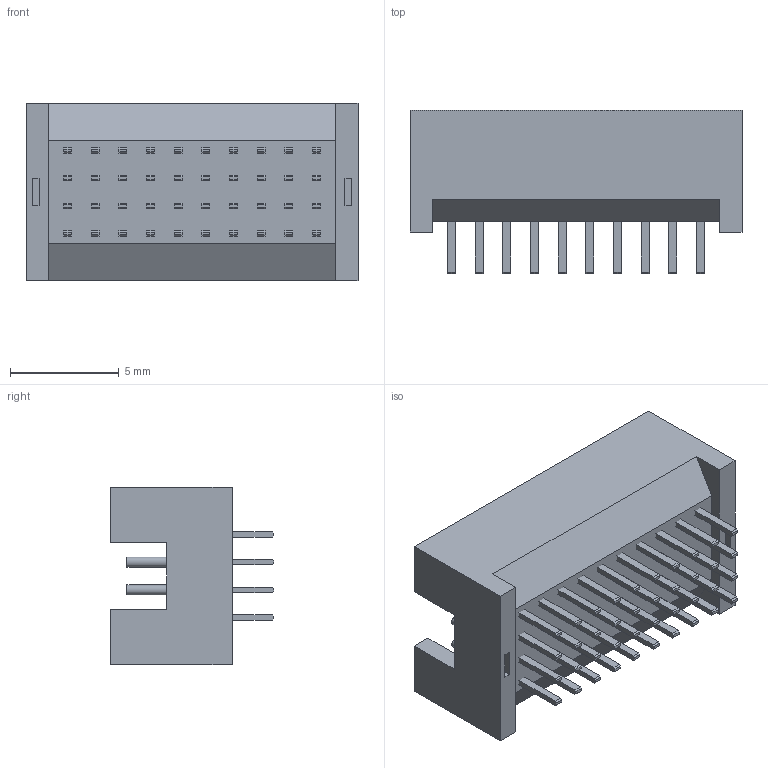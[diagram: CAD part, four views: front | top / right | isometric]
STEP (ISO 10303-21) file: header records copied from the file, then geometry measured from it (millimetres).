
FILE_DESCRIPTION(/* description */ ('STEP AP214'),/* implementation_level */ '2;1');
FILE_NAME(/* name */ 'MOLC-110-01-S-Q',/* time_stamp */ '2022-08-11T00:17:54+02:00',/* author */ ('License CC BY-ND 4.0'),/* organization */ ('CADENAS'),/* preprocessor_version */ 'ST-DEVELOPER v18.102',/* originating_system */ 'PARTsolutions',/* authorisation */ ' ');
FILE_SCHEMA (('AUTOMOTIVE_DESIGN {1 0 10303 214 3 1 1}'));
Length unit declared in the file: inch
Products named in the file (3): MOLC-110-01-S-Q; MOLC-110-01-S-Q_p; MOLC-110-01-S-Q_t
Assembly tree (2 placements, depth 2):
  MOLC-110-01-S-Q
    MOLC-110-01-S-Q_p
    MOLC-110-01-S-Q_t
Bounding box: 15.24 x 7.49 x 8.13 mm (x, y, z)
Volume: 284.9 mm3; surface area: 1103 mm2
Topology: 2 solids, 2 shells, 404 faces, 994 edges, 652 vertices
Faces by surface type: plane 364, cylinder 40
Full cylindrical faces by diameter (mm): 0.457 x40
Entity records: 11404 total; most frequent: CARTESIAN_POINT 1973, ORIENTED_EDGE 1868, DIRECTION 1832, EDGE_CURVE 934, LINE 850, VECTOR 850, VERTEX_POINT 632, EDGE_LOOP 502
